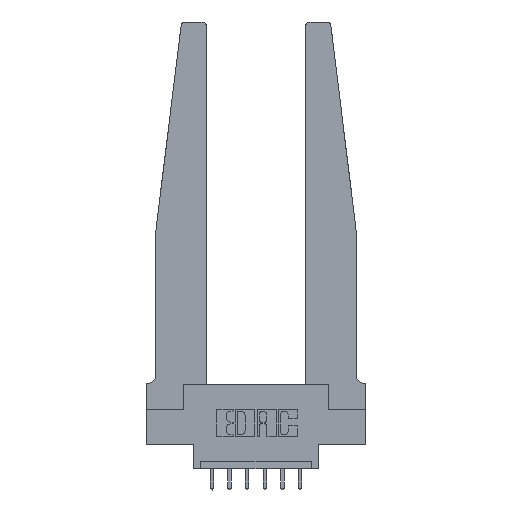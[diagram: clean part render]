
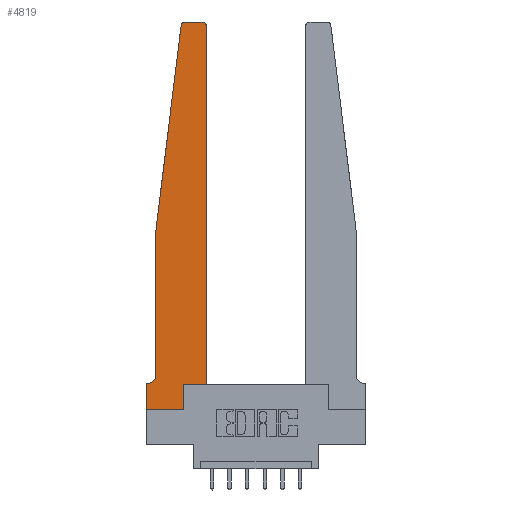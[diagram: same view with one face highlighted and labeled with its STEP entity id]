
A CAD part, top view. The second image highlights one B-rep face of the part: STEP entity #4819.
In plain terms, the highlighted planar face has unit normal (0, 0, 1).
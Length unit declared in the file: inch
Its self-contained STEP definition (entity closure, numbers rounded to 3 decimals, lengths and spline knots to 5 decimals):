
#98 = EDGE_LOOP ( 'NONE', ( #11111, #10010, #1321, #12932, #7626, #13683, #3665, #4646, #2905, #9680, #11526, #13511 ) ) ;
#139 = CARTESIAN_POINT ( 'NONE',  ( 0.24675, 2.72367, 0.37 ) ) ;
#400 = VECTOR ( 'NONE', #2500, 39.37008 ) ;
#602 = LINE ( 'NONE', #7158, #6851 ) ;
#674 = EDGE_CURVE ( 'NONE', #9269, #7274, #5300, .T. ) ;
#1018 = AXIS2_PLACEMENT_3D ( 'NONE', #8342, #1925, #8476 ) ;
#1052 = CARTESIAN_POINT ( 'NONE',  ( 0.425, 0.18, 0.37 ) ) ;
#1267 = VERTEX_POINT ( 'NONE', #1578 ) ;
#1321 = ORIENTED_EDGE ( 'NONE', *, *, #11620, .T. ) ;
#1328 = VECTOR ( 'NONE', #5085, 39.37008 ) ;
#1340 = VECTOR ( 'NONE', #3378, 39.37008 ) ;
#1578 = CARTESIAN_POINT ( 'NONE',  ( 0.015, 0.1875, 0.37 ) ) ;
#1626 = EDGE_CURVE ( 'NONE', #10808, #3773, #6721, .T. ) ;
#1671 = DIRECTION ( 'NONE',  ( 0., 1., 0. ) ) ;
#1772 = DIRECTION ( 'NONE',  ( 0., 0., 1. ) ) ;
#1776 = VECTOR ( 'NONE', #3623, 39.37008 ) ;
#1839 = CARTESIAN_POINT ( 'NONE',  ( 0., 0.1875, 0.37 ) ) ;
#1925 = DIRECTION ( 'NONE',  ( 0., 0., 1. ) ) ;
#2044 = EDGE_CURVE ( 'NONE', #3773, #4051, #7994, .T. ) ;
#2293 = CARTESIAN_POINT ( 'NONE',  ( 0.395, 2.75, 0.37 ) ) ;
#2368 = CARTESIAN_POINT ( 'NONE',  ( 0.015, 0.2375, 0.37 ) ) ;
#2402 = AXIS2_PLACEMENT_3D ( 'NONE', #1839, #1772, #4920 ) ;
#2500 = DIRECTION ( 'NONE',  ( -1., 0., 0. ) ) ;
#2631 = LINE ( 'NONE', #13290, #1776 ) ;
#2769 = VERTEX_POINT ( 'NONE', #8656 ) ;
#2905 = ORIENTED_EDGE ( 'NONE', *, *, #9510, .T. ) ;
#3085 = LINE ( 'NONE', #3439, #1340 ) ;
#3089 = EDGE_CURVE ( 'NONE', #5917, #4843, #8564, .T. ) ;
#3344 = AXIS2_PLACEMENT_3D ( 'NONE', #13580, #3989, #13791 ) ;
#3378 = DIRECTION ( 'NONE',  ( -0.122, -0.992, 0. ) ) ;
#3439 = CARTESIAN_POINT ( 'NONE',  ( 0.065, 1.25, 0.37 ) ) ;
#3461 = CIRCLE ( 'NONE', #11343, 0.05 ) ;
#3623 = DIRECTION ( 'NONE',  ( 0., -1., 0. ) ) ;
#3638 = DIRECTION ( 'NONE',  ( -1., 0., 0. ) ) ;
#3665 = ORIENTED_EDGE ( 'NONE', *, *, #6096, .T. ) ;
#3773 = VERTEX_POINT ( 'NONE', #11214 ) ;
#3847 = EDGE_CURVE ( 'NONE', #4289, #6704, #13739, .T. ) ;
#3888 = DIRECTION ( 'NONE',  ( 0., -1., 0. ) ) ;
#3989 = DIRECTION ( 'NONE',  ( 0., 0., 1. ) ) ;
#4051 = VERTEX_POINT ( 'NONE', #139 ) ;
#4289 = VERTEX_POINT ( 'NONE', #13792 ) ;
#4322 = DIRECTION ( 'NONE',  ( 1., 0., 0. ) ) ;
#4646 = ORIENTED_EDGE ( 'NONE', *, *, #3089, .T. ) ;
#4690 = CIRCLE ( 'NONE', #3344, 0.03 ) ;
#4819 = ADVANCED_FACE ( 'NONE', ( #11508 ), #9097, .T. ) ;
#4843 = VERTEX_POINT ( 'NONE', #11351 ) ;
#4920 = DIRECTION ( 'NONE',  ( 1., 0., 0. ) ) ;
#5085 = DIRECTION ( 'NONE',  ( 0., 1., 0. ) ) ;
#5215 = CARTESIAN_POINT ( 'NONE',  ( 0.065, 0.1875, 0.37 ) ) ;
#5300 = LINE ( 'NONE', #6295, #6688 ) ;
#5349 = CARTESIAN_POINT ( 'NONE',  ( 0.065, 1.25, 0.37 ) ) ;
#5781 = CARTESIAN_POINT ( 'NONE',  ( 0., 0.1875, 0.37 ) ) ;
#5917 = VERTEX_POINT ( 'NONE', #13012 ) ;
#6096 = EDGE_CURVE ( 'NONE', #13125, #5917, #2631, .T. ) ;
#6295 = CARTESIAN_POINT ( 'NONE',  ( 0.065, 1.25, 0.37 ) ) ;
#6441 = VECTOR ( 'NONE', #4322, 39.37008 ) ;
#6665 = DIRECTION ( 'NONE',  ( 0., 0., -1. ) ) ;
#6682 = CARTESIAN_POINT ( 'NONE',  ( 0.425, 0.18, 0.37 ) ) ;
#6688 = VECTOR ( 'NONE', #3888, 39.37008 ) ;
#6704 = VERTEX_POINT ( 'NONE', #6682 ) ;
#6721 = LINE ( 'NONE', #11042, #400 ) ;
#6851 = VECTOR ( 'NONE', #1671, 39.37008 ) ;
#7158 = CARTESIAN_POINT ( 'NONE',  ( 0.2605, 0.18, 0.37 ) ) ;
#7195 = LINE ( 'NONE', #5215, #13410 ) ;
#7274 = VERTEX_POINT ( 'NONE', #9051 ) ;
#7626 = ORIENTED_EDGE ( 'NONE', *, *, #9321, .T. ) ;
#7850 = EDGE_CURVE ( 'NONE', #1267, #13125, #7195, .T. ) ;
#7994 = CIRCLE ( 'NONE', #1018, 0.03 ) ;
#8142 = CARTESIAN_POINT ( 'NONE',  ( 0.425, 0.18, 0.37 ) ) ;
#8255 = DIRECTION ( 'NONE',  ( -1., 0., 0. ) ) ;
#8342 = CARTESIAN_POINT ( 'NONE',  ( 0.27653, 2.72, 0.37 ) ) ;
#8476 = DIRECTION ( 'NONE',  ( 1., 0., 0. ) ) ;
#8564 = LINE ( 'NONE', #9687, #6441 ) ;
#8656 = CARTESIAN_POINT ( 'NONE',  ( 0.425, 2.72, 0.37 ) ) ;
#9051 = CARTESIAN_POINT ( 'NONE',  ( 0.065, 0.2375, 0.37 ) ) ;
#9097 = PLANE ( 'NONE',  #2402 ) ;
#9269 = VERTEX_POINT ( 'NONE', #5349 ) ;
#9321 = EDGE_CURVE ( 'NONE', #7274, #1267, #3461, .T. ) ;
#9510 = EDGE_CURVE ( 'NONE', #4843, #4289, #602, .T. ) ;
#9680 = ORIENTED_EDGE ( 'NONE', *, *, #3847, .T. ) ;
#9687 = CARTESIAN_POINT ( 'NONE',  ( 0., 0., 0.37 ) ) ;
#10010 = ORIENTED_EDGE ( 'NONE', *, *, #2044, .T. ) ;
#10417 = DIRECTION ( 'NONE',  ( 1., 0., 0. ) ) ;
#10808 = VERTEX_POINT ( 'NONE', #2293 ) ;
#11042 = CARTESIAN_POINT ( 'NONE',  ( 0.25, 2.75, 0.37 ) ) ;
#11111 = ORIENTED_EDGE ( 'NONE', *, *, #1626, .T. ) ;
#11214 = CARTESIAN_POINT ( 'NONE',  ( 0.27653, 2.75, 0.37 ) ) ;
#11343 = AXIS2_PLACEMENT_3D ( 'NONE', #2368, #6665, #3638 ) ;
#11351 = CARTESIAN_POINT ( 'NONE',  ( 0.2605, 0., 0.37 ) ) ;
#11508 = FACE_OUTER_BOUND ( 'NONE', #98, .T. ) ;
#11526 = ORIENTED_EDGE ( 'NONE', *, *, #12294, .T. ) ;
#11538 = LINE ( 'NONE', #8142, #1328 ) ;
#11620 = EDGE_CURVE ( 'NONE', #4051, #9269, #3085, .T. ) ;
#12008 = EDGE_CURVE ( 'NONE', #2769, #10808, #4690, .T. ) ;
#12294 = EDGE_CURVE ( 'NONE', #6704, #2769, #11538, .T. ) ;
#12932 = ORIENTED_EDGE ( 'NONE', *, *, #674, .T. ) ;
#13012 = CARTESIAN_POINT ( 'NONE',  ( 0., 0., 0.37 ) ) ;
#13125 = VERTEX_POINT ( 'NONE', #5781 ) ;
#13290 = CARTESIAN_POINT ( 'NONE',  ( 0., 0., 0.37 ) ) ;
#13410 = VECTOR ( 'NONE', #8255, 39.37008 ) ;
#13428 = VECTOR ( 'NONE', #10417, 39.37008 ) ;
#13511 = ORIENTED_EDGE ( 'NONE', *, *, #12008, .T. ) ;
#13580 = CARTESIAN_POINT ( 'NONE',  ( 0.395, 2.72, 0.37 ) ) ;
#13683 = ORIENTED_EDGE ( 'NONE', *, *, #7850, .T. ) ;
#13739 = LINE ( 'NONE', #1052, #13428 ) ;
#13791 = DIRECTION ( 'NONE',  ( 1., 0., 0. ) ) ;
#13792 = CARTESIAN_POINT ( 'NONE',  ( 0.2605, 0.18, 0.37 ) ) ;
